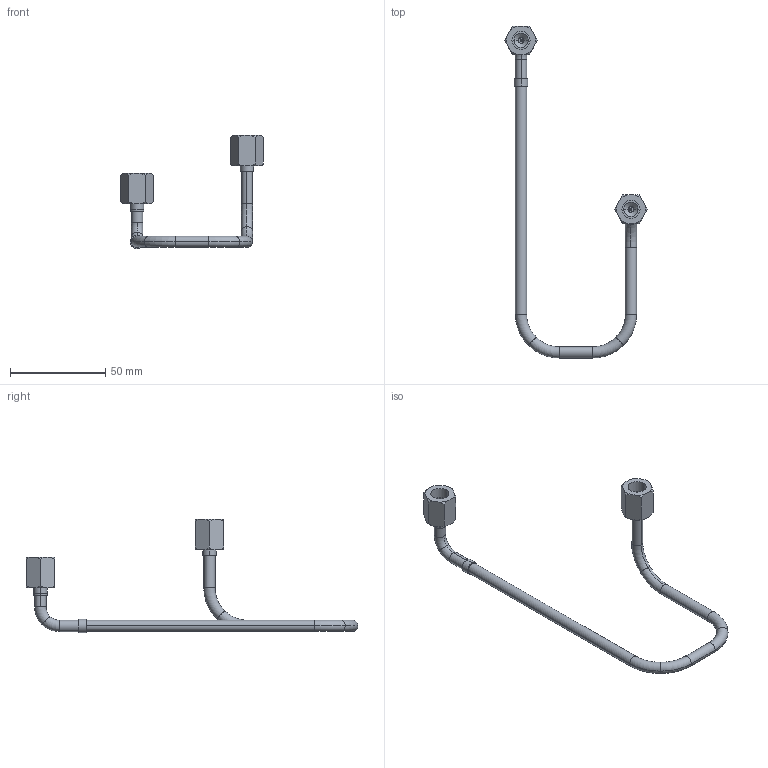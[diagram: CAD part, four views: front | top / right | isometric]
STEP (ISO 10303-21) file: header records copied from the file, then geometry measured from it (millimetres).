
FILE_DESCRIPTION((''),'2;1');
FILE_NAME('191U001012_ASM','2023-04-04T08:33:59',('U375483'),('DANFOSS COMMERCIAL COMPRESSOR'),'CREO PARAMETRIC BY PTC INC, 2022124','CREO PARAMETRIC BY PTC INC, 2022124','');
FILE_SCHEMA(('CONFIG_CONTROL_DESIGN'));
Length unit declared in the file: millimetre
Products named in the file (5): RF0114; RFS116-DEP; RFS002S; 070_01-AZ; 191U001012_ASM
Assembly tree (5 placements, depth 2):
  191U001012_ASM
    RF0114
    RFS116-DEP
    RFS002S  x2
    070_01-AZ
Bounding box: 74.99 x 174.16 x 59.35 mm (x, y, z)
Volume: 13792.1 mm3; surface area: 10442.1 mm2
Topology: 5 solids, 5 shells, 140 faces, 328 edges, 212 vertices
Faces by surface type: plane 48, cylinder 48, cone 28, torus 16
Entity records: 3803 total; most frequent: CARTESIAN_POINT 899, DIRECTION 632, ORIENTED_EDGE 560, EDGE_CURVE 280, AXIS2_PLACEMENT_3D 273, VERTEX_POINT 182, CIRCLE 146, EDGE_LOOP 130
